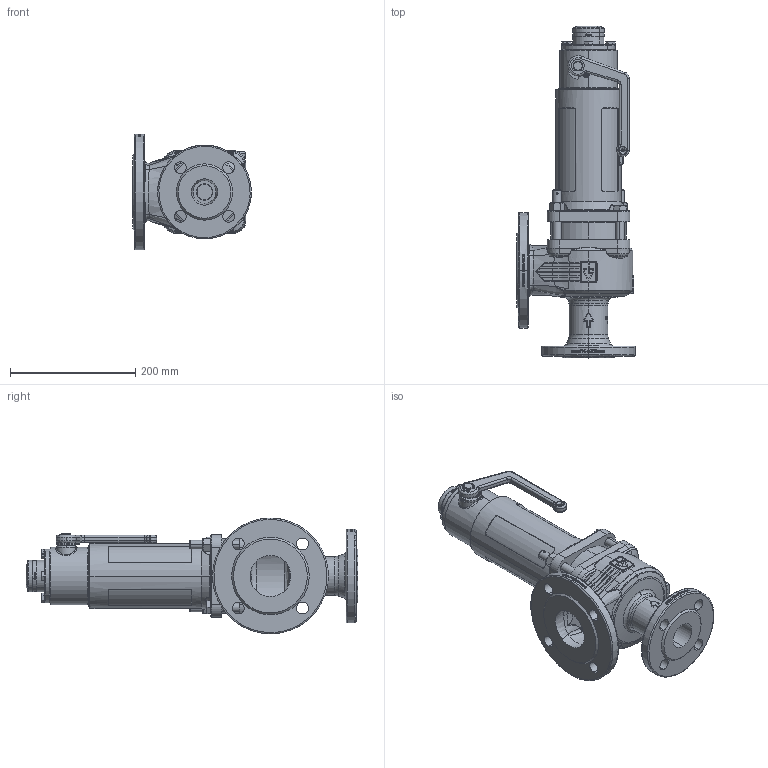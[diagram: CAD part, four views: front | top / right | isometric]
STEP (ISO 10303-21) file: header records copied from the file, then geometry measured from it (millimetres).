
FILE_DESCRIPTION(('HOOPS Exchange Step'),'2;1');
FILE_NAME('SF0612_DN40_40-65_NEU.stp','2025-03-04T16:26:46+01:00',('nieru'),('Unknown organisation'),'HOOPS Exchange 2024.2','HOOPS Exchange','Unknown authorisation');
FILE_SCHEMA( ('AP203_CONFIGURATION_CONTROLLED_3D_DESIGN_OF_MECHANICAL_PARTS_AND_ASSEMBLIES_MIM_LF') );
Length unit declared in the file: millimetre
Products named in the file (2): 0; root
Assembly tree (1 placements, depth 2):
  root
    0
Bounding box: 190 x 531 x 185 mm (x, y, z)
Volume: 2677275.7 mm3; surface area: 596220.9 mm2
Topology: 22 solids, 22 shells, 2433 faces, 6510 edges, 4298 vertices
Faces by surface type: bspline 767, cylinder 630, plane 601, cone 263, torus 164, sphere 8
Entity records: 178155 total; most frequent: CARTESIAN_POINT 123544, ORIENTED_EDGE 12892, DIRECTION 8875, EDGE_CURVE 6446, VERTEX_POINT 4297, AXIS2_PLACEMENT_3D 3520, EDGE_LOOP 2753, FACE_BOUND 2753
